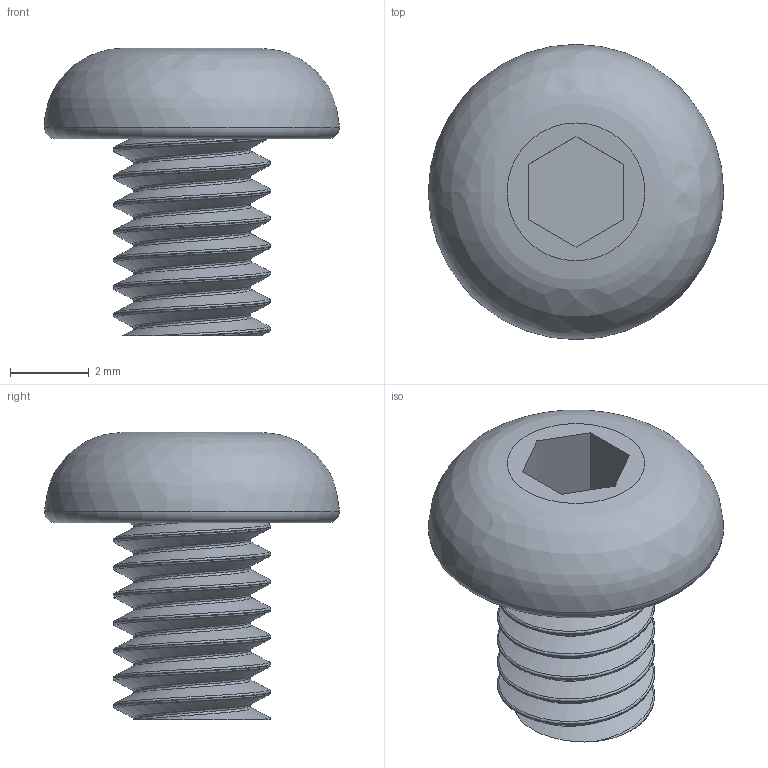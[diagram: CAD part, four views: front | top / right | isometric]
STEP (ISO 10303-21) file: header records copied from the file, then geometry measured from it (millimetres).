
FILE_DESCRIPTION(/* description */ (''),/* implementation_level */ '2;1');
FILE_NAME(/* name */ 'screw m4.stp',/* time_stamp */ '2020-11-19T20:27:59+03:00',/* author */ ('Max'),/* organization */ (''),/* preprocessor_version */ 'ST-DEVELOPER v16.5',/* originating_system */ 'Autodesk Inventor 2017',/* authorisation */ '');
FILE_SCHEMA (('AUTOMOTIVE_DESIGN { 1 0 10303 214 3 1 1 }'));
Length unit declared in the file: millimetre
Products named in the file (1): винт м4
Bounding box: 7.5 x 7.5 x 7.3 mm (x, y, z)
Volume: 119.7 mm3; surface area: 336.8 mm2
Topology: 2 solids, 2 shells, 23 faces, 54 edges, 36 vertices
Faces by surface type: plane 12, bspline 7, cylinder 3, torus 1
Full cylindrical faces by diameter (mm): 2.962 x2
Entity records: 3003 total; most frequent: CARTESIAN_POINT 2517, ORIENTED_EDGE 98, DIRECTION 74, EDGE_CURVE 49, VERTEX_POINT 35, EDGE_LOOP 30, AXIS2_PLACEMENT_3D 28, FACE_OUTER_BOUND 23
